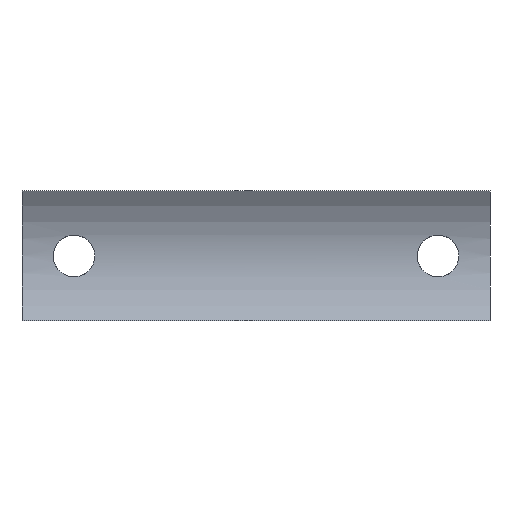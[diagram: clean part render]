
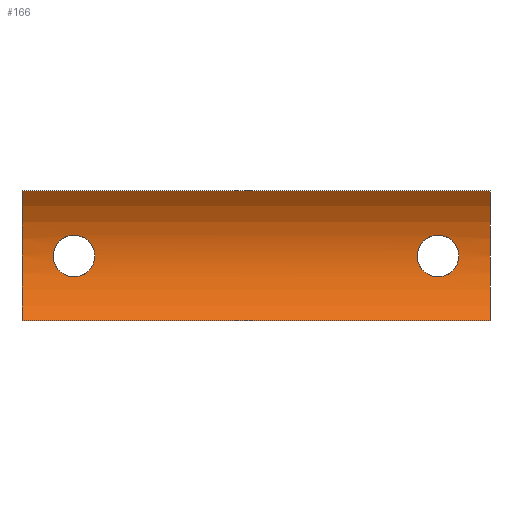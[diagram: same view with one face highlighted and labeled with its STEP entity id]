
A CAD part, front view. The second image highlights one B-rep face of the part: STEP entity #166.
In plain terms, the highlighted cylindrical face has radius 21.2 mm (diameter 42.4 mm), a partial arc.
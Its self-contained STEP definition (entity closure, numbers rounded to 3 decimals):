
#17=FACE_BOUND('',#43,.T.);
#18=FACE_BOUND('',#44,.T.);
#20=CIRCLE('',#196,21.2);
#22=CIRCLE('',#201,21.2);
#32=FACE_OUTER_BOUND('',#42,.T.);
#42=EDGE_LOOP('',(#141,#142,#143,#144));
#43=EDGE_LOOP('',(#145,#146));
#44=EDGE_LOOP('',(#147,#148));
#54=LINE('',#417,#64);
#55=LINE('',#421,#65);
#64=VECTOR('',#229,10.);
#65=VECTOR('',#234,10.);
#68=B_SPLINE_CURVE_WITH_KNOTS('',3,(#265,#266,#267,#268,#269,#270,#271,
#272,#273,#274,#275,#276,#277,#278,#279,#280,#281,#282,#283,#284,#285,#286,
#287,#288,#289,#290),.UNSPECIFIED.,.F.,.F.,(4,2,2,2,2,2,2,2,2,2,2,2,4),
(0.,0.151,0.302,0.453,0.604,
0.755,0.906,1.057,1.209,1.36,
1.511,1.662,1.813),.UNSPECIFIED.);
#69=B_SPLINE_CURVE_WITH_KNOTS('',3,(#291,#292,#293,#294,#295,#296,#297,
#298,#299,#300),.UNSPECIFIED.,.F.,.F.,(4,2,2,2,4),(1.813,1.964,
2.115,2.266,2.417),.UNSPECIFIED.);
#72=B_SPLINE_CURVE_WITH_KNOTS('',3,(#344,#345,#346,#347,#348,#349,#350,
#351,#352,#353,#354,#355,#356,#357,#358,#359,#360,#361,#362,#363,#364,#365,
#366,#367,#368,#369),.UNSPECIFIED.,.F.,.F.,(4,2,2,2,2,2,2,2,2,2,2,2,4),
(0.,0.151,0.302,0.453,0.604,
0.755,0.906,1.057,1.209,1.36,
1.511,1.662,1.813),.UNSPECIFIED.);
#73=B_SPLINE_CURVE_WITH_KNOTS('',3,(#370,#371,#372,#373,#374,#375,#376,
#377,#378,#379),.UNSPECIFIED.,.F.,.F.,(4,2,2,2,4),(1.813,1.964,
2.115,2.266,2.417),.UNSPECIFIED.);
#77=VERTEX_POINT('',#262);
#78=VERTEX_POINT('',#264);
#81=VERTEX_POINT('',#341);
#82=VERTEX_POINT('',#343);
#83=VERTEX_POINT('',#400);
#86=VERTEX_POINT('',#405);
#89=VERTEX_POINT('',#415);
#90=VERTEX_POINT('',#419);
#93=EDGE_CURVE('',#78,#77,#68,.T.);
#94=EDGE_CURVE('',#77,#78,#69,.T.);
#98=EDGE_CURVE('',#82,#81,#72,.T.);
#99=EDGE_CURVE('',#81,#82,#73,.T.);
#104=EDGE_CURVE('',#86,#83,#20,.T.);
#109=EDGE_CURVE('',#86,#89,#54,.T.);
#110=EDGE_CURVE('',#90,#89,#22,.T.);
#111=EDGE_CURVE('',#83,#90,#55,.T.);
#141=ORIENTED_EDGE('',*,*,#109,.T.);
#142=ORIENTED_EDGE('',*,*,#110,.F.);
#143=ORIENTED_EDGE('',*,*,#111,.F.);
#144=ORIENTED_EDGE('',*,*,#104,.F.);
#145=ORIENTED_EDGE('',*,*,#93,.T.);
#146=ORIENTED_EDGE('',*,*,#94,.T.);
#147=ORIENTED_EDGE('',*,*,#98,.T.);
#148=ORIENTED_EDGE('',*,*,#99,.T.);
#160=CYLINDRICAL_SURFACE('',#200,21.2);
#166=ADVANCED_FACE('',(#32,#17,#18),#160,.F.);
#196=AXIS2_PLACEMENT_3D('',#407,#218,#219);
#200=AXIS2_PLACEMENT_3D('',#418,#230,#231);
#201=AXIS2_PLACEMENT_3D('',#420,#232,#233);
#218=DIRECTION('center_axis',(1.,0.,0.));
#219=DIRECTION('ref_axis',(0.,-0.808,0.59));
#229=DIRECTION('',(1.,0.,0.));
#230=DIRECTION('center_axis',(1.,0.,0.));
#231=DIRECTION('ref_axis',(0.,-0.808,0.59));
#232=DIRECTION('center_axis',(-1.,0.,0.));
#233=DIRECTION('ref_axis',(0.,-0.808,0.59));
#234=DIRECTION('',(1.,0.,0.));
#262=CARTESIAN_POINT('',(39.,4.077,-12.5));
#264=CARTESIAN_POINT('',(35.,3.696,-16.5));
#265=CARTESIAN_POINT('Ctrl Pts',(35.,3.696,-16.5));
#266=CARTESIAN_POINT('Ctrl Pts',(34.496,3.696,-16.5));
#267=CARTESIAN_POINT('Ctrl Pts',(33.96,3.717,-16.399));
#268=CARTESIAN_POINT('Ctrl Pts',(32.975,3.789,-15.991));
#269=CARTESIAN_POINT('Ctrl Pts',(32.526,3.84,-15.683));
#270=CARTESIAN_POINT('Ctrl Pts',(31.817,3.935,-14.974));
#271=CARTESIAN_POINT('Ctrl Pts',(31.509,3.986,-14.525));
#272=CARTESIAN_POINT('Ctrl Pts',(31.101,4.057,-13.54));
#273=CARTESIAN_POINT('Ctrl Pts',(31.,4.077,-13.004));
#274=CARTESIAN_POINT('Ctrl Pts',(31.,4.077,-11.996));
#275=CARTESIAN_POINT('Ctrl Pts',(31.101,4.057,-11.46));
#276=CARTESIAN_POINT('Ctrl Pts',(31.509,3.986,-10.475));
#277=CARTESIAN_POINT('Ctrl Pts',(31.817,3.935,-10.026));
#278=CARTESIAN_POINT('Ctrl Pts',(32.526,3.84,-9.317));
#279=CARTESIAN_POINT('Ctrl Pts',(32.975,3.789,-9.009));
#280=CARTESIAN_POINT('Ctrl Pts',(33.96,3.717,-8.601));
#281=CARTESIAN_POINT('Ctrl Pts',(34.496,3.696,-8.5));
#282=CARTESIAN_POINT('Ctrl Pts',(35.504,3.696,-8.5));
#283=CARTESIAN_POINT('Ctrl Pts',(36.04,3.717,-8.601));
#284=CARTESIAN_POINT('Ctrl Pts',(37.025,3.789,-9.009));
#285=CARTESIAN_POINT('Ctrl Pts',(37.474,3.84,-9.317));
#286=CARTESIAN_POINT('Ctrl Pts',(38.183,3.935,-10.026));
#287=CARTESIAN_POINT('Ctrl Pts',(38.491,3.986,-10.475));
#288=CARTESIAN_POINT('Ctrl Pts',(38.899,4.057,-11.46));
#289=CARTESIAN_POINT('Ctrl Pts',(39.,4.077,-11.996));
#290=CARTESIAN_POINT('Ctrl Pts',(39.,4.077,-12.5));
#291=CARTESIAN_POINT('Ctrl Pts',(39.,4.077,-12.5));
#292=CARTESIAN_POINT('Ctrl Pts',(39.,4.077,-13.004));
#293=CARTESIAN_POINT('Ctrl Pts',(38.899,4.057,-13.54));
#294=CARTESIAN_POINT('Ctrl Pts',(38.491,3.986,-14.525));
#295=CARTESIAN_POINT('Ctrl Pts',(38.183,3.935,-14.974));
#296=CARTESIAN_POINT('Ctrl Pts',(37.474,3.84,-15.683));
#297=CARTESIAN_POINT('Ctrl Pts',(37.025,3.789,-15.991));
#298=CARTESIAN_POINT('Ctrl Pts',(36.04,3.717,-16.399));
#299=CARTESIAN_POINT('Ctrl Pts',(35.504,3.696,-16.5));
#300=CARTESIAN_POINT('Ctrl Pts',(35.,3.696,-16.5));
#341=CARTESIAN_POINT('',(-31.,4.077,-12.5));
#343=CARTESIAN_POINT('',(-35.,3.696,-16.5));
#344=CARTESIAN_POINT('Ctrl Pts',(-35.,3.696,-16.5));
#345=CARTESIAN_POINT('Ctrl Pts',(-35.504,3.696,-16.5));
#346=CARTESIAN_POINT('Ctrl Pts',(-36.04,3.717,-16.399));
#347=CARTESIAN_POINT('Ctrl Pts',(-37.025,3.789,-15.991));
#348=CARTESIAN_POINT('Ctrl Pts',(-37.474,3.84,-15.683));
#349=CARTESIAN_POINT('Ctrl Pts',(-38.183,3.935,-14.974));
#350=CARTESIAN_POINT('Ctrl Pts',(-38.491,3.986,-14.525));
#351=CARTESIAN_POINT('Ctrl Pts',(-38.899,4.057,-13.54));
#352=CARTESIAN_POINT('Ctrl Pts',(-39.,4.077,-13.004));
#353=CARTESIAN_POINT('Ctrl Pts',(-39.,4.077,-11.996));
#354=CARTESIAN_POINT('Ctrl Pts',(-38.899,4.057,-11.46));
#355=CARTESIAN_POINT('Ctrl Pts',(-38.491,3.986,-10.475));
#356=CARTESIAN_POINT('Ctrl Pts',(-38.183,3.935,-10.026));
#357=CARTESIAN_POINT('Ctrl Pts',(-37.474,3.84,-9.317));
#358=CARTESIAN_POINT('Ctrl Pts',(-37.025,3.789,-9.009));
#359=CARTESIAN_POINT('Ctrl Pts',(-36.04,3.717,-8.601));
#360=CARTESIAN_POINT('Ctrl Pts',(-35.504,3.696,-8.5));
#361=CARTESIAN_POINT('Ctrl Pts',(-34.496,3.696,-8.5));
#362=CARTESIAN_POINT('Ctrl Pts',(-33.96,3.717,-8.601));
#363=CARTESIAN_POINT('Ctrl Pts',(-32.975,3.789,-9.009));
#364=CARTESIAN_POINT('Ctrl Pts',(-32.526,3.84,-9.317));
#365=CARTESIAN_POINT('Ctrl Pts',(-31.817,3.935,-10.026));
#366=CARTESIAN_POINT('Ctrl Pts',(-31.509,3.986,-10.475));
#367=CARTESIAN_POINT('Ctrl Pts',(-31.101,4.057,-11.46));
#368=CARTESIAN_POINT('Ctrl Pts',(-31.,4.077,-11.996));
#369=CARTESIAN_POINT('Ctrl Pts',(-31.,4.077,-12.5));
#370=CARTESIAN_POINT('Ctrl Pts',(-31.,4.077,-12.5));
#371=CARTESIAN_POINT('Ctrl Pts',(-31.,4.077,-13.004));
#372=CARTESIAN_POINT('Ctrl Pts',(-31.101,4.057,-13.54));
#373=CARTESIAN_POINT('Ctrl Pts',(-31.509,3.986,-14.525));
#374=CARTESIAN_POINT('Ctrl Pts',(-31.817,3.935,-14.974));
#375=CARTESIAN_POINT('Ctrl Pts',(-32.526,3.84,-15.683));
#376=CARTESIAN_POINT('Ctrl Pts',(-32.975,3.789,-15.991));
#377=CARTESIAN_POINT('Ctrl Pts',(-33.96,3.717,-16.399));
#378=CARTESIAN_POINT('Ctrl Pts',(-34.496,3.696,-16.5));
#379=CARTESIAN_POINT('Ctrl Pts',(-35.,3.696,-16.5));
#400=CARTESIAN_POINT('',(-45.,0.,0.));
#405=CARTESIAN_POINT('',(-45.,0.,-25.));
#407=CARTESIAN_POINT('Origin',(-45.,-17.123,-12.5));
#415=CARTESIAN_POINT('',(45.,0.,-25.));
#417=CARTESIAN_POINT('',(0.,0.,-25.));
#418=CARTESIAN_POINT('Origin',(0.,-17.123,-12.5));
#419=CARTESIAN_POINT('',(45.,0.,0.));
#420=CARTESIAN_POINT('Origin',(45.,-17.123,-12.5));
#421=CARTESIAN_POINT('',(0.,0.,0.));
